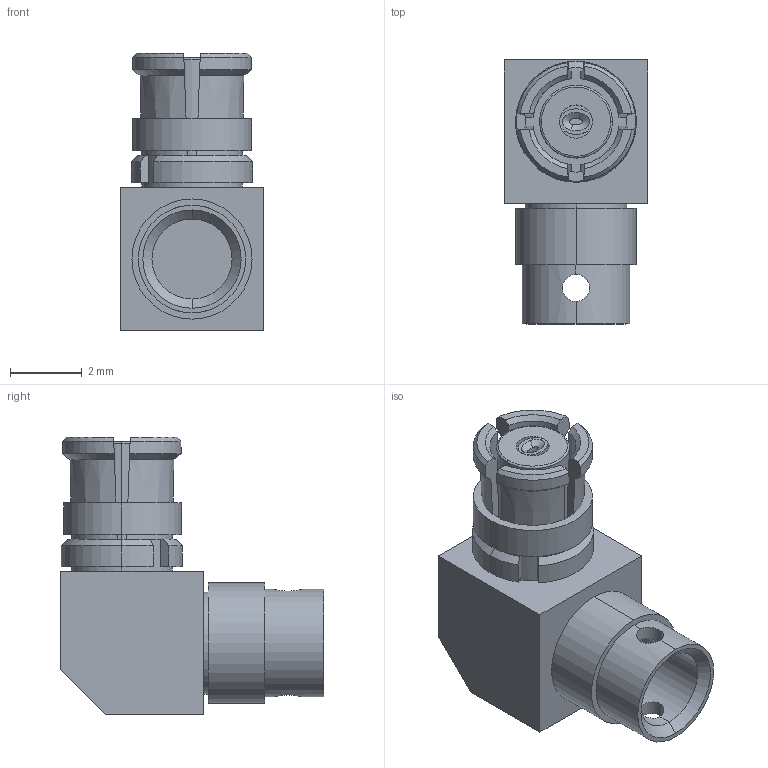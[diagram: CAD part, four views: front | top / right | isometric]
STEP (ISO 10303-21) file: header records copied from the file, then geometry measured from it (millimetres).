
FILE_DESCRIPTION (( 'STEP AP203' ), '1' );
FILE_NAME ('SC5235.step', '2019-06-11T20:40:09', ( '' ), ( '' ), 'SwSTEP 2.0', 'SolidWorks 2018', '' );
FILE_SCHEMA (( 'CONFIG_CONTROL_DESIGN' ));
Length unit declared in the file: inch
Products named in the file (1): SC5235
Bounding box: 4.01 x 7.37 x 7.76 mm (x, y, z)
Volume: 101.1 mm3; surface area: 269.9 mm2
Topology: 4 solids, 4 shells, 113 faces, 279 edges, 182 vertices
Faces by surface type: plane 39, cylinder 37, cone 21, bspline 16
Entity records: 4192 total; most frequent: CARTESIAN_POINT 1622, ORIENTED_EDGE 558, DIRECTION 473, EDGE_CURVE 279, AXIS2_PLACEMENT_3D 190, VERTEX_POINT 182, EDGE_LOOP 127, FACE_OUTER_BOUND 113
